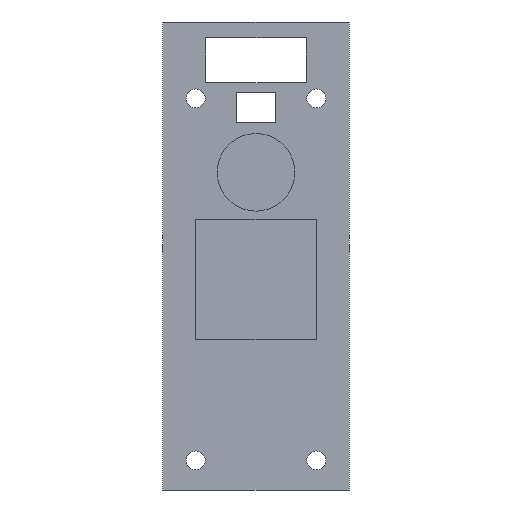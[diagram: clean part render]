
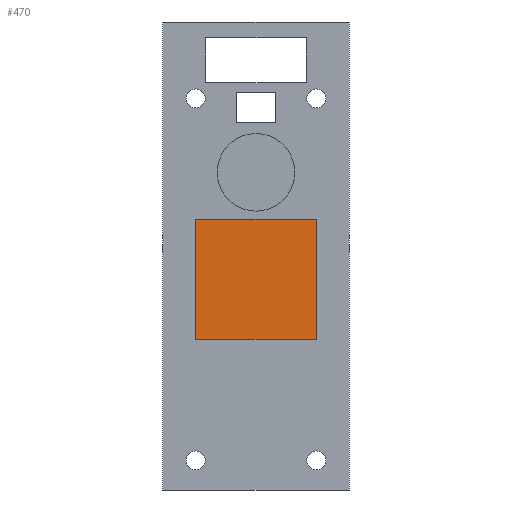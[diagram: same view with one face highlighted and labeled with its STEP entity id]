
A CAD part, front view. The second image highlights one B-rep face of the part: STEP entity #470.
In plain terms, the highlighted planar face has unit normal (0, -1, 0).
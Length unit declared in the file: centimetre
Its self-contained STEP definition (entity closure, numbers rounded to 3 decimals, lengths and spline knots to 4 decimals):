
#17 = CARTESIAN_POINT ( 'NONE',  ( 0.95, 0.44, -1.3161 ) ) ;
#28 = VERTEX_POINT ( 'NONE', #1096 ) ;
#29 = LINE ( 'NONE', #17, #948 ) ;
#97 = DIRECTION ( 'NONE',  ( 0., 0., -1. ) ) ;
#99 = PLANE ( 'NONE',  #763 ) ;
#134 = EDGE_CURVE ( 'NONE', #28, #356, #814, .T. ) ;
#192 = CARTESIAN_POINT ( 'NONE',  ( -0.95, 0.44, 0.5839 ) ) ;
#301 = DIRECTION ( 'NONE',  ( 0., 0., 1. ) ) ;
#333 = CARTESIAN_POINT ( 'NONE',  ( 0.95, 0.44, 0.5839 ) ) ;
#356 = VERTEX_POINT ( 'NONE', #192 ) ;
#364 = CARTESIAN_POINT ( 'NONE',  ( 0.95, 0.44, -1.3161 ) ) ;
#470 = ADVANCED_FACE ( 'NONE', ( #876 ), #99, .F. ) ;
#499 = CARTESIAN_POINT ( 'NONE',  ( -0.95, 0.44, -1.3161 ) ) ;
#564 = ORIENTED_EDGE ( 'NONE', *, *, #1083, .T. ) ;
#626 = VECTOR ( 'NONE', #944, 100. ) ;
#658 = VERTEX_POINT ( 'NONE', #364 ) ;
#735 = DIRECTION ( 'NONE',  ( -1., 0., 0. ) ) ;
#738 = VERTEX_POINT ( 'NONE', #941 ) ;
#763 = AXIS2_PLACEMENT_3D ( 'NONE', #963, #983, #861 ) ;
#802 = EDGE_CURVE ( 'NONE', #658, #28, #29, .T. ) ;
#814 = LINE ( 'NONE', #333, #1187 ) ;
#838 = EDGE_LOOP ( 'NONE', ( #1197, #564, #934, #936 ) ) ;
#861 = DIRECTION ( 'NONE',  ( 0., 0., 1. ) ) ;
#876 = FACE_OUTER_BOUND ( 'NONE', #838, .T. ) ;
#934 = ORIENTED_EDGE ( 'NONE', *, *, #802, .T. ) ;
#936 = ORIENTED_EDGE ( 'NONE', *, *, #134, .T. ) ;
#941 = CARTESIAN_POINT ( 'NONE',  ( -0.95, 0.44, -1.3161 ) ) ;
#944 = DIRECTION ( 'NONE',  ( 1., 0., 0. ) ) ;
#948 = VECTOR ( 'NONE', #301, 100. ) ;
#956 = CARTESIAN_POINT ( 'NONE',  ( 0.95, 0.44, -1.3161 ) ) ;
#963 = CARTESIAN_POINT ( 'NONE',  ( 0., 0.44, 0. ) ) ;
#969 = VECTOR ( 'NONE', #97, 100. ) ;
#983 = DIRECTION ( 'NONE',  ( 0., 1., 0. ) ) ;
#1083 = EDGE_CURVE ( 'NONE', #738, #658, #1146, .T. ) ;
#1096 = CARTESIAN_POINT ( 'NONE',  ( 0.95, 0.44, 0.5839 ) ) ;
#1146 = LINE ( 'NONE', #956, #626 ) ;
#1167 = LINE ( 'NONE', #499, #969 ) ;
#1182 = EDGE_CURVE ( 'NONE', #356, #738, #1167, .T. ) ;
#1187 = VECTOR ( 'NONE', #735, 100. ) ;
#1197 = ORIENTED_EDGE ( 'NONE', *, *, #1182, .T. ) ;
